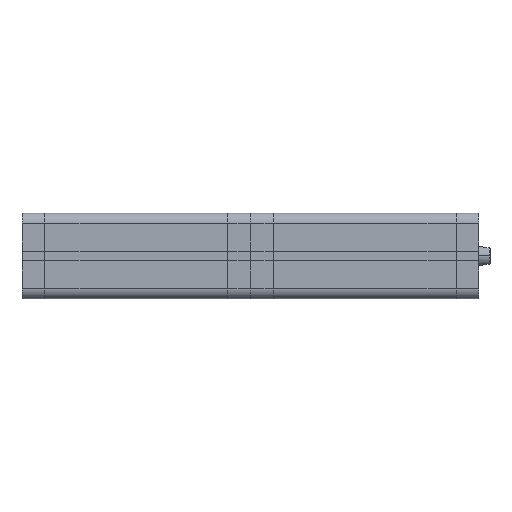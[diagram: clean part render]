
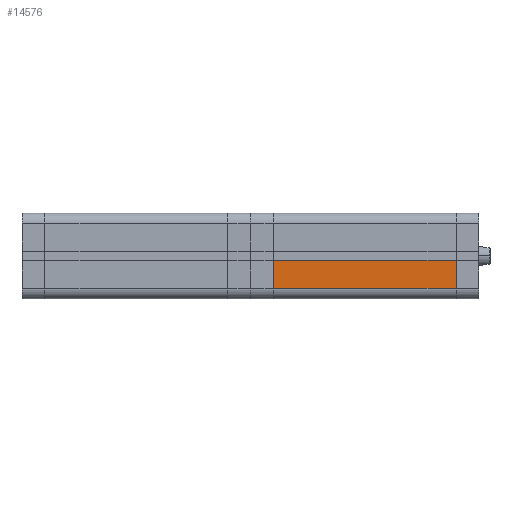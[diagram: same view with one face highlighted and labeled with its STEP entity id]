
A CAD part, front view. The second image highlights one B-rep face of the part: STEP entity #14576.
In plain terms, the highlighted planar face has unit normal (0, -1, 0).
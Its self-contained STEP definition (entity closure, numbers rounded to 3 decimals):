
#636 = VECTOR ( 'NONE', #30806, 1000. ) ;
#1082 = CARTESIAN_POINT ( 'NONE',  ( 116., -27.25, -20.45 ) ) ;
#2273 = VERTEX_POINT ( 'NONE', #15343 ) ;
#3381 = LINE ( 'NONE', #1082, #24116 ) ;
#3415 = DIRECTION ( 'NONE',  ( 0., 0., -1. ) ) ;
#3804 = EDGE_LOOP ( 'NONE', ( #29316, #20923, #29195, #31787 ) ) ;
#4276 = LINE ( 'NONE', #12166, #16687 ) ;
#5324 = EDGE_CURVE ( 'NONE', #2273, #18376, #4276, .T. ) ;
#6179 = CARTESIAN_POINT ( 'NONE',  ( 0., -27.25, -20.45 ) ) ;
#6752 = EDGE_CURVE ( 'NONE', #10420, #22959, #23497, .T. ) ;
#8321 = EDGE_CURVE ( 'NONE', #22959, #18376, #3381, .T. ) ;
#9543 = DIRECTION ( 'NONE',  ( 0., 0., -1. ) ) ;
#10420 = VERTEX_POINT ( 'NONE', #29517 ) ;
#10764 = LINE ( 'NONE', #23924, #636 ) ;
#11124 = DIRECTION ( 'NONE',  ( 1., 0., 0. ) ) ;
#12166 = CARTESIAN_POINT ( 'NONE',  ( 116., -27.25, -27.25 ) ) ;
#12497 = DIRECTION ( 'NONE',  ( 0., 0., 1. ) ) ;
#12816 = DIRECTION ( 'NONE',  ( 0., 1., 0. ) ) ;
#13051 = VECTOR ( 'NONE', #3415, 1000. ) ;
#14153 = EDGE_CURVE ( 'NONE', #2273, #10420, #10764, .T. ) ;
#14576 = ADVANCED_FACE ( 'NONE', ( #27322 ), #15304, .F. ) ;
#14968 = CARTESIAN_POINT ( 'NONE',  ( 116., -27.25, -27.25 ) ) ;
#15304 = PLANE ( 'NONE',  #23269 ) ;
#15343 = CARTESIAN_POINT ( 'NONE',  ( 116., -27.25, -2.8 ) ) ;
#16687 = VECTOR ( 'NONE', #9543, 1000. ) ;
#18376 = VERTEX_POINT ( 'NONE', #25624 ) ;
#20923 = ORIENTED_EDGE ( 'NONE', *, *, #6752, .T. ) ;
#21189 = CARTESIAN_POINT ( 'NONE',  ( 0., -27.25, -27.25 ) ) ;
#22959 = VERTEX_POINT ( 'NONE', #6179 ) ;
#23269 = AXIS2_PLACEMENT_3D ( 'NONE', #14968, #12816, #12497 ) ;
#23497 = LINE ( 'NONE', #21189, #13051 ) ;
#23924 = CARTESIAN_POINT ( 'NONE',  ( 116.001, -27.25, -2.8 ) ) ;
#24116 = VECTOR ( 'NONE', #11124, 1000. ) ;
#25624 = CARTESIAN_POINT ( 'NONE',  ( 116., -27.25, -20.45 ) ) ;
#27322 = FACE_OUTER_BOUND ( 'NONE', #3804, .T. ) ;
#29195 = ORIENTED_EDGE ( 'NONE', *, *, #8321, .T. ) ;
#29316 = ORIENTED_EDGE ( 'NONE', *, *, #14153, .T. ) ;
#29517 = CARTESIAN_POINT ( 'NONE',  ( 0., -27.25, -2.8 ) ) ;
#30806 = DIRECTION ( 'NONE',  ( -1., 0., 0. ) ) ;
#31787 = ORIENTED_EDGE ( 'NONE', *, *, #5324, .F. ) ;
